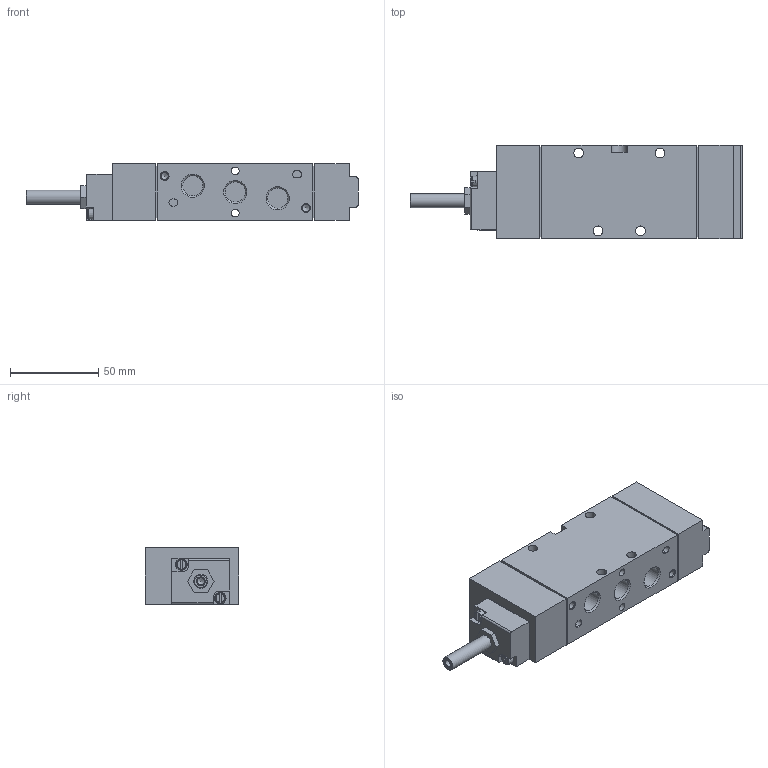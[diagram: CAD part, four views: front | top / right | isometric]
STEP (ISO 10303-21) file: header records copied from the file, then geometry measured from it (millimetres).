
FILE_DESCRIPTION(/* description */ ('STEP AP214'),/* implementation_level */ '2;1');
FILE_NAME(/* name */ '535928_MFH-5-1_4-L-S-B-EX',/* time_stamp */ '2024-09-05T09:44:48+02:00',/* author */ ('License CC BY-ND 4.0'),/* organization */ ('CADENAS'),/* preprocessor_version */ 'ST-DEVELOPER v19.3',/* originating_system */ 'PARTsolutions',/* authorisation */ ' ');
FILE_SCHEMA (('AUTOMOTIVE_DESIGN {1 0 10303 214 3 1 1}'));
Length unit declared in the file: millimetre
Products named in the file (2): 535928 MFH-5-1/4-L-S-B-EX; 535928 MFH-5-1/4-L-S-B-EX-part2
Assembly tree (1 placements, depth 2):
  535928 MFH-5-1/4-L-S-B-EX
    535928 MFH-5-1/4-L-S-B-EX-part2
Bounding box: 188 x 53 x 32 mm (x, y, z)
Volume: 228710.7 mm3; surface area: 38542.4 mm2
Topology: 1 solids, 1 shells, 140 faces, 345 edges, 227 vertices
Faces by surface type: plane 84, cylinder 36, cone 16, torus 4
Full cylindrical faces by diameter (mm): 4 x1, 4.134 x3, 4.3 x2, 5.5 x4, 8 x1, 8.566 x2, 11.445 x5
Entity records: 3975 total; most frequent: CARTESIAN_POINT 711, DIRECTION 666, ORIENTED_EDGE 602, EDGE_CURVE 301, AXIS2_PLACEMENT_3D 239, VERTEX_POINT 220, FACE_BOUND 209, EDGE_LOOP 206
